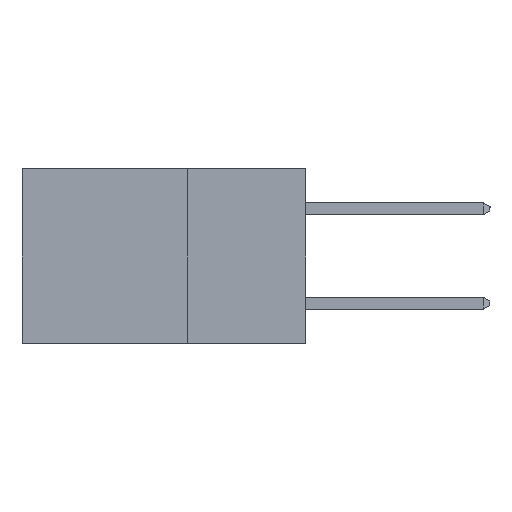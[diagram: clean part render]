
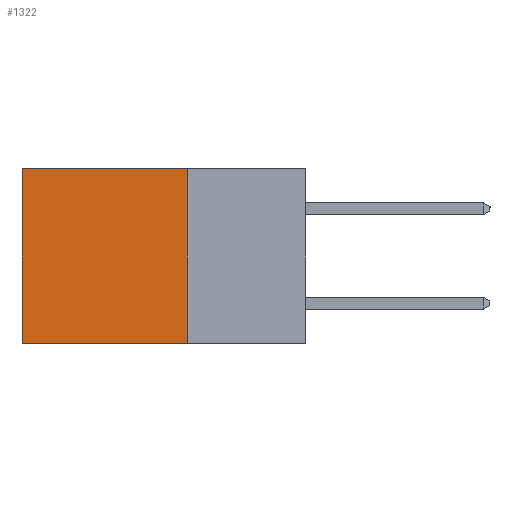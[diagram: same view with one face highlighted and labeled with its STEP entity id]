
A CAD part, left-side view. The second image highlights one B-rep face of the part: STEP entity #1322.
In plain terms, the highlighted planar face has unit normal (-1, 0, 0).
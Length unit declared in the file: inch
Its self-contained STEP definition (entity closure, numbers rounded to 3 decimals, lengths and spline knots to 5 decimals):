
#975 = CARTESIAN_POINT ( 'NONE',  ( 0.2615, 0.6, -0.37 ) ) ;
#1322 = ADVANCED_FACE ( 'NONE', ( #4053 ), #10467, .F. ) ;
#1375 = VECTOR ( 'NONE', #14231, 39.37008 ) ;
#3019 = VERTEX_POINT ( 'NONE', #4448 ) ;
#3577 = VECTOR ( 'NONE', #9277, 39.37008 ) ;
#3750 = EDGE_CURVE ( 'NONE', #4639, #3019, #5845, .T. ) ;
#4053 = FACE_OUTER_BOUND ( 'NONE', #4398, .T. ) ;
#4083 = CARTESIAN_POINT ( 'NONE',  ( 0.2615, 0.25, 0. ) ) ;
#4398 = EDGE_LOOP ( 'NONE', ( #9122, #8004, #4829, #14344 ) ) ;
#4448 = CARTESIAN_POINT ( 'NONE',  ( 0.2615, 0.25, -0.37 ) ) ;
#4639 = VERTEX_POINT ( 'NONE', #6980 ) ;
#4818 = VERTEX_POINT ( 'NONE', #10221 ) ;
#4829 = ORIENTED_EDGE ( 'NONE', *, *, #3750, .F. ) ;
#5719 = EDGE_CURVE ( 'NONE', #4639, #4818, #7981, .T. ) ;
#5845 = LINE ( 'NONE', #7098, #13571 ) ;
#5924 = LINE ( 'NONE', #8281, #13707 ) ;
#6980 = CARTESIAN_POINT ( 'NONE',  ( 0.2615, 0.25, 0. ) ) ;
#7098 = CARTESIAN_POINT ( 'NONE',  ( 0.2615, 0.25, -0.37 ) ) ;
#7109 = EDGE_CURVE ( 'NONE', #4818, #10795, #11780, .T. ) ;
#7265 = DIRECTION ( 'NONE',  ( 0., 0., -1. ) ) ;
#7725 = DIRECTION ( 'NONE',  ( 1., 0., 0. ) ) ;
#7981 = LINE ( 'NONE', #4083, #3577 ) ;
#8004 = ORIENTED_EDGE ( 'NONE', *, *, #15013, .F. ) ;
#8281 = CARTESIAN_POINT ( 'NONE',  ( 0.2615, 0.25, -0.37 ) ) ;
#9122 = ORIENTED_EDGE ( 'NONE', *, *, #7109, .T. ) ;
#9243 = DIRECTION ( 'NONE',  ( 0., 0., -1. ) ) ;
#9277 = DIRECTION ( 'NONE',  ( 0., 1., 0. ) ) ;
#10221 = CARTESIAN_POINT ( 'NONE',  ( 0.2615, 0.6, 0. ) ) ;
#10467 = PLANE ( 'NONE',  #11620 ) ;
#10779 = DIRECTION ( 'NONE',  ( 0., 1., 0. ) ) ;
#10795 = VERTEX_POINT ( 'NONE', #975 ) ;
#11620 = AXIS2_PLACEMENT_3D ( 'NONE', #14113, #7725, #9243 ) ;
#11780 = LINE ( 'NONE', #14378, #1375 ) ;
#13571 = VECTOR ( 'NONE', #7265, 39.37008 ) ;
#13707 = VECTOR ( 'NONE', #10779, 39.37008 ) ;
#14113 = CARTESIAN_POINT ( 'NONE',  ( 0.2615, 0.25, -0.37 ) ) ;
#14231 = DIRECTION ( 'NONE',  ( 0., 0., -1. ) ) ;
#14344 = ORIENTED_EDGE ( 'NONE', *, *, #5719, .T. ) ;
#14378 = CARTESIAN_POINT ( 'NONE',  ( 0.2615, 0.6, -0.37 ) ) ;
#15013 = EDGE_CURVE ( 'NONE', #3019, #10795, #5924, .T. ) ;
